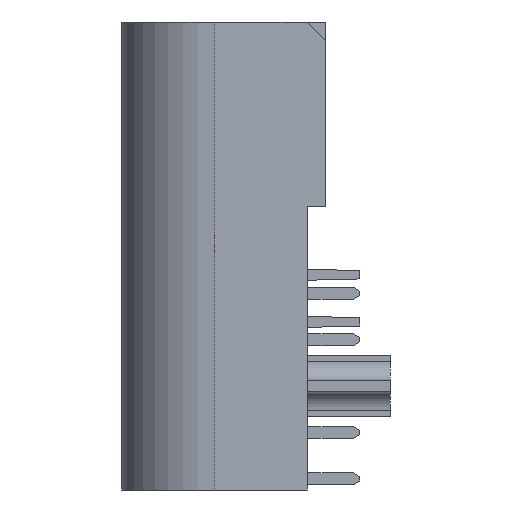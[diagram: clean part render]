
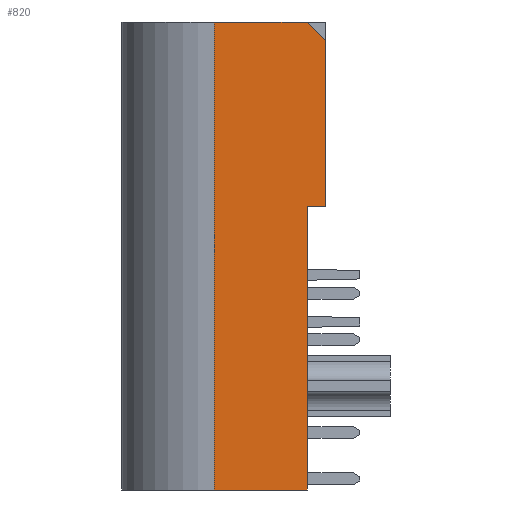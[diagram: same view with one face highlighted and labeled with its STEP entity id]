
A CAD part, left-side view. The second image highlights one B-rep face of the part: STEP entity #820.
In plain terms, the highlighted planar face has unit normal (-1, 0, 0).
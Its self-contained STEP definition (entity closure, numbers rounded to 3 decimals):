
#820 = ADVANCED_FACE( '', ( #2906 ), #2907, .F. );
#2906 = FACE_OUTER_BOUND( '', #6064, .T. );
#2907 = PLANE( '', #6065 );
#6064 = EDGE_LOOP( '', ( #12207, #12208, #12209, #12210, #12211, #12212, #12213 ) );
#6065 = AXIS2_PLACEMENT_3D( '', #12214, #12215, #12216 );
#12207 = ORIENTED_EDGE( '', *, *, #22981, .T. );
#12208 = ORIENTED_EDGE( '', *, *, #23013, .T. );
#12209 = ORIENTED_EDGE( '', *, *, #23060, .T. );
#12210 = ORIENTED_EDGE( '', *, *, #23064, .F. );
#12211 = ORIENTED_EDGE( '', *, *, #23057, .T. );
#12212 = ORIENTED_EDGE( '', *, *, #23062, .F. );
#12213 = ORIENTED_EDGE( '', *, *, #22987, .T. );
#12214 = CARTESIAN_POINT( '', ( -6.93, 25.22, 0. ) );
#12215 = DIRECTION( '', ( 1., 0., 0. ) );
#12216 = DIRECTION( '', ( 0., 0., -1. ) );
#22981 = EDGE_CURVE( '', #28261, #28259, #28262, .T. );
#22987 = EDGE_CURVE( '', #28271, #28261, #28272, .T. );
#23013 = EDGE_CURVE( '', #28259, #28317, #28319, .T. );
#23057 = EDGE_CURVE( '', #28380, #28384, #28386, .T. );
#23060 = EDGE_CURVE( '', #28317, #28389, #28391, .T. );
#23062 = EDGE_CURVE( '', #28271, #28384, #28393, .T. );
#23064 = EDGE_CURVE( '', #28380, #28389, #28395, .T. );
#28259 = VERTEX_POINT( '', #36849 );
#28261 = VERTEX_POINT( '', #36852 );
#28262 = LINE( '', #36853, #36854 );
#28271 = VERTEX_POINT( '', #36866 );
#28272 = LINE( '', #36867, #36868 );
#28317 = VERTEX_POINT( '', #36933 );
#28319 = LINE( '', #36936, #36937 );
#28380 = VERTEX_POINT( '', #37034 );
#28384 = VERTEX_POINT( '', #37040 );
#28386 = LINE( '', #37043, #37044 );
#28389 = VERTEX_POINT( '', #37048 );
#28391 = LINE( '', #37051, #37052 );
#28393 = LINE( '', #37055, #37056 );
#28395 = LINE( '', #37059, #37060 );
#36849 = CARTESIAN_POINT( '', ( -6.93, 0., 5. ) );
#36852 = CARTESIAN_POINT( '', ( -6.93, 0., 0. ) );
#36853 = CARTESIAN_POINT( '', ( -6.93, 0., 0. ) );
#36854 = VECTOR( '', #46331, 1000. );
#36866 = CARTESIAN_POINT( '', ( -6.93, 25.22, 0. ) );
#36867 = CARTESIAN_POINT( '', ( -6.93, 25.22, 0. ) );
#36868 = VECTOR( '', #46341, 1000. );
#36933 = CARTESIAN_POINT( '', ( -6.93, 15.26, 5. ) );
#36936 = CARTESIAN_POINT( '', ( -6.93, 25.22, 5. ) );
#36937 = VECTOR( '', #46375, 1000. );
#37034 = CARTESIAN_POINT( '', ( -6.93, 24.22, 6. ) );
#37040 = CARTESIAN_POINT( '', ( -6.93, 25.22, 5. ) );
#37043 = CARTESIAN_POINT( '', ( -6.93, 27.72, 2.5 ) );
#37044 = VECTOR( '', #46427, 1000. );
#37048 = CARTESIAN_POINT( '', ( -6.93, 15.26, 6. ) );
#37051 = CARTESIAN_POINT( '', ( -6.93, 15.26, 0. ) );
#37052 = VECTOR( '', #46430, 1000. );
#37055 = CARTESIAN_POINT( '', ( -6.93, 25.22, 0. ) );
#37056 = VECTOR( '', #46432, 1000. );
#37059 = CARTESIAN_POINT( '', ( -6.93, 25.22, 6. ) );
#37060 = VECTOR( '', #46434, 1000. );
#46331 = DIRECTION( '', ( 0., 0., 1. ) );
#46341 = DIRECTION( '', ( 0., -1., 0. ) );
#46375 = DIRECTION( '', ( 0., 1., 0. ) );
#46427 = DIRECTION( '', ( 0., 0.707, -0.707 ) );
#46430 = DIRECTION( '', ( 0., 0., 1. ) );
#46432 = DIRECTION( '', ( 0., 0., 1. ) );
#46434 = DIRECTION( '', ( 0., -1., 0. ) );
